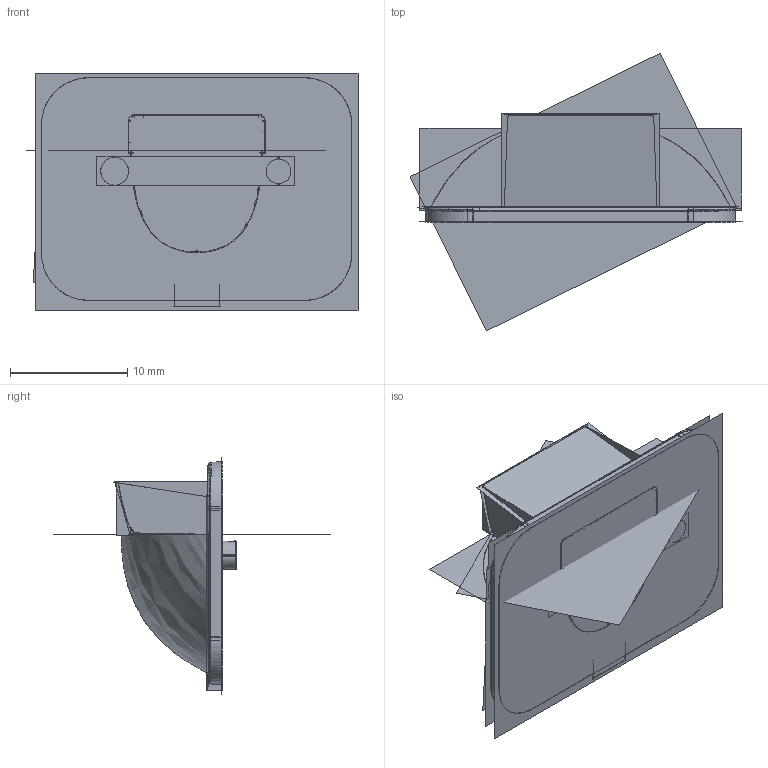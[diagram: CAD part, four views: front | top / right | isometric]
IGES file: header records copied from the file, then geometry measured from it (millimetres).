
Start section:  PTC IGES file: 89-12586-70084-ff-optic.igs
Global section: file name: 89-12586-70084-ff-optic.igs; native system: Pro/ENGINEER by Parametric Technology Corporation; preprocessor: 2010280; author: casea; organization: Unknown; date: 20120917.113709; units: millimetre
Bounding box: 28.35 x 23.73 x 20.28 mm (x, y, z)
Surface area: 64993.6 mm2 (no closed solid volume)
Topology: 0 solids, 0 shells, 198 faces, 3238 edges, 4157 vertices
Faces by surface type: bspline 146, revolution 48, extrusion 4
